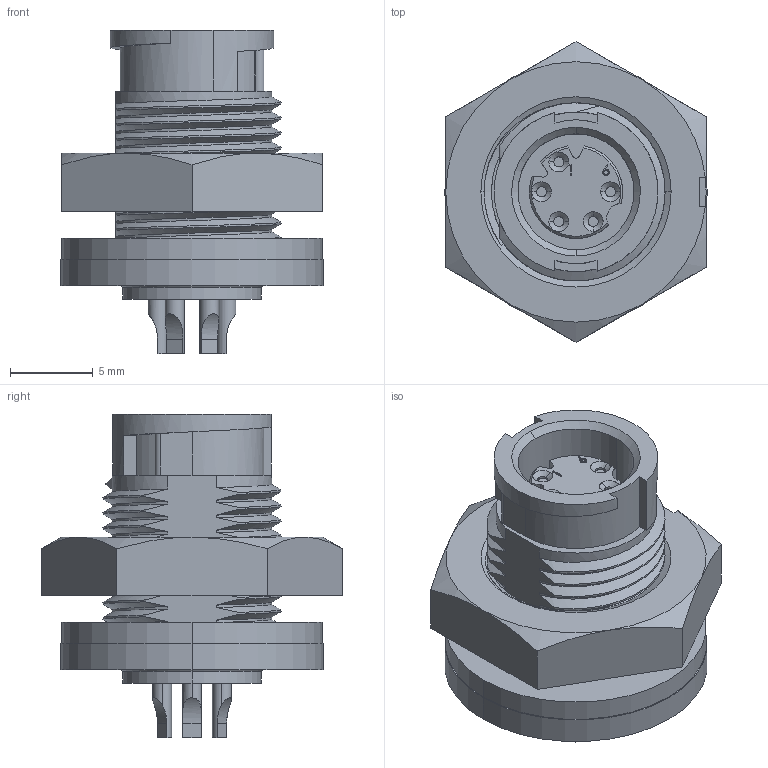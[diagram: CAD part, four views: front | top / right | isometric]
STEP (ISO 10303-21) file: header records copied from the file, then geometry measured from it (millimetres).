
FILE_DESCRIPTION (( 'STEP AP203' ), '1' );
FILE_NAME ('17982-5SG-300.STEP', '2013-12-05T16:50:28', ( 'J0FPBF1' ), ( '' ), 'SwSTEP 2.0', 'SolidWorks 2012', '' );
FILE_SCHEMA (( 'CONFIG_CONTROL_DESIGN' ));
Length unit declared in the file: millimetre
Products named in the file (1): 17982-5SG-300
Bounding box: 15.88 x 18.18 x 19.56 mm (x, y, z)
Volume: 1807.2 mm3; surface area: 2138.5 mm2
Topology: 2 solids, 2 shells, 342 faces, 910 edges, 594 vertices
Faces by surface type: plane 125, cylinder 111, bspline 70, cone 26, sphere 6, torus 4
Entity records: 23945 total; most frequent: CARTESIAN_POINT 16244, ORIENTED_EDGE 1800, DIRECTION 1240, EDGE_CURVE 900, VERTEX_POINT 590, LINE 442, VECTOR 442, AXIS2_PLACEMENT_3D 399
